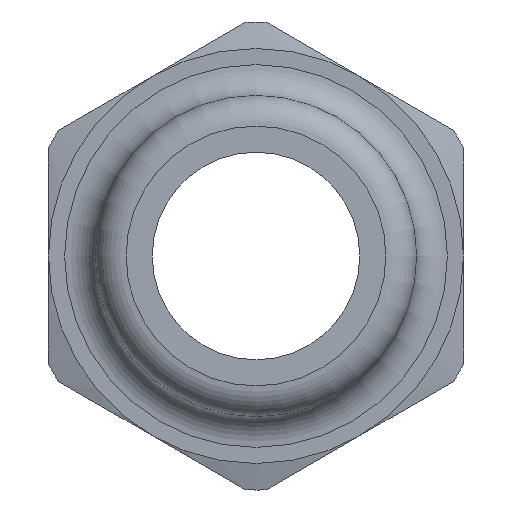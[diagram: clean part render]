
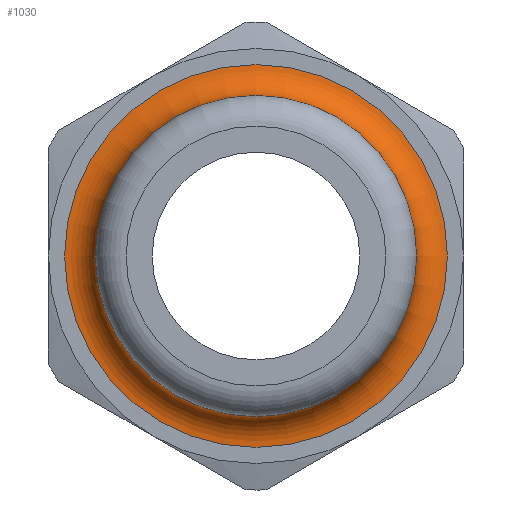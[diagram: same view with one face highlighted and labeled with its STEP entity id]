
A CAD part, left-side view. The second image highlights one B-rep face of the part: STEP entity #1030.
In plain terms, the highlighted toroidal (fillet/blend) face has major radius 12.45 mm and minor radius 2 mm.
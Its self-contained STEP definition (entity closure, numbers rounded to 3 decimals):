
#1003=CARTESIAN_POINT('',(28.0,0.0,0.0));
#1004=DIRECTION('',(-1.0,0.0,0.0));
#1005=DIRECTION('',(0.0,0.0,1.0));
#1006=AXIS2_PLACEMENT_3D('',#1003,#1004,#1005);
#1007=TOROIDAL_SURFACE('',#1006,12.45,2.0);
#1008=CARTESIAN_POINT('',(30.0,-12.45,0.0));
#1009=VERTEX_POINT('',#1008);
#1010=CARTESIAN_POINT('',(30.0,0.0,0.0));
#1011=DIRECTION('',(-1.0,0.0,0.0));
#1012=DIRECTION('',(0.0,1.0,0.0));
#1013=AXIS2_PLACEMENT_3D('',#1010,#1011,#1012);
#1014=CIRCLE('',#1013,12.45);
#1015=EDGE_CURVE('',#1009,#1009,#1014,.T.);
#1016=ORIENTED_EDGE('',*,*,#1015,.T.);
#1017=EDGE_LOOP('',(#1016));
#1018=FACE_OUTER_BOUND('',#1017,.T.);
#1019=CARTESIAN_POINT('',(28.0,-10.45,0.));
#1020=VERTEX_POINT('',#1019);
#1021=CARTESIAN_POINT('',(28.0,0.0,0.0));
#1022=DIRECTION('',(1.0,0.0,0.0));
#1023=DIRECTION('',(0.0,1.0,0.0));
#1024=AXIS2_PLACEMENT_3D('',#1021,#1022,#1023);
#1025=CIRCLE('',#1024,10.45);
#1026=EDGE_CURVE('',#1020,#1020,#1025,.T.);
#1027=ORIENTED_EDGE('',*,*,#1026,.T.);
#1028=EDGE_LOOP('',(#1027));
#1029=FACE_BOUND('',#1028,.T.);
#1030=ADVANCED_FACE('',(#1018,#1029),#1007,.F.);
